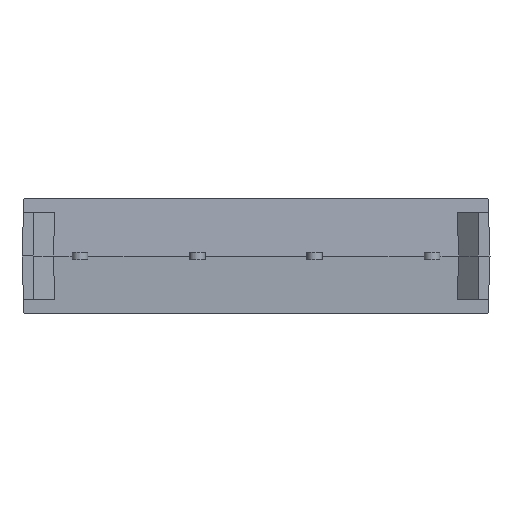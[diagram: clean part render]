
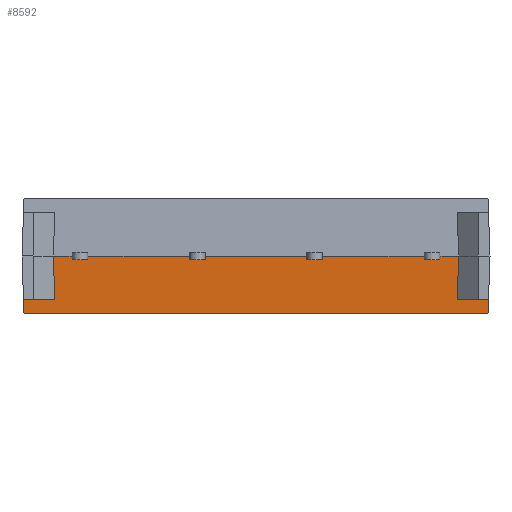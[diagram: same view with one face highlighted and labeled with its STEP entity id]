
A CAD part, front view. The second image highlights one B-rep face of the part: STEP entity #8592.
In plain terms, the highlighted planar face has unit normal (0, -0.999, -0.035).
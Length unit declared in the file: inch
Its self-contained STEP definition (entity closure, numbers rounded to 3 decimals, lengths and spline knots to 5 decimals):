
#8393=CARTESIAN_POINT('',(-0.05,-0.0554,0.005));
#8394=DIRECTION('',(0.,0.999,0.035));
#8395=DIRECTION('',(0.,-0.035,0.999));
#8396=AXIS2_PLACEMENT_3D('',#8393,#8394,#8395);
#8397=PLANE('',#8396);
#8398=CARTESIAN_POINT('',(-0.115,-0.05523,0.0));
#8399=VERTEX_POINT('',#8398);
#8400=CARTESIAN_POINT('',(-0.115,-0.0554,0.005));
#8401=VERTEX_POINT('',#8400);
#8402=CARTESIAN_POINT('',(-0.115,-0.05523,0.0));
#8403=DIRECTION('',(0.0,-0.035,0.999));
#8404=VECTOR('',#8403,0.005);
#8405=LINE('',#8402,#8404);
#8406=EDGE_CURVE('',#8399,#8401,#8405,.T.);
#8407=ORIENTED_EDGE('',*,*,#8406,.F.);
#8408=CARTESIAN_POINT('',(-0.135,-0.05523,0.0));
#8409=VERTEX_POINT('',#8408);
#8410=CARTESIAN_POINT('',(-0.135,-0.05523,0.));
#8411=DIRECTION('',(1.0,0.0,0.0));
#8412=VECTOR('',#8411,0.02);
#8413=LINE('',#8410,#8412);
#8414=EDGE_CURVE('',#8409,#8399,#8413,.T.);
#8415=ORIENTED_EDGE('',*,*,#8414,.F.);
#8416=CARTESIAN_POINT('',(-0.135,-0.0554,0.005));
#8417=VERTEX_POINT('',#8416);
#8418=CARTESIAN_POINT('',(-0.135,-0.0554,0.005));
#8419=DIRECTION('',(0.0,0.035,-0.999));
#8420=VECTOR('',#8419,0.005);
#8421=LINE('',#8418,#8420);
#8422=EDGE_CURVE('',#8417,#8409,#8421,.T.);
#8423=ORIENTED_EDGE('',*,*,#8422,.F.);
#8424=CARTESIAN_POINT('',(-0.265,-0.0554,0.005));
#8425=VERTEX_POINT('',#8424);
#8426=CARTESIAN_POINT('',(-0.135,-0.0554,0.005));
#8427=DIRECTION('',(-1.0,0.0,0.0));
#8428=VECTOR('',#8427,0.13);
#8429=LINE('',#8426,#8428);
#8430=EDGE_CURVE('',#8417,#8425,#8429,.T.);
#8431=ORIENTED_EDGE('',*,*,#8430,.T.);
#8432=CARTESIAN_POINT('',(-0.265,-0.05523,0.0));
#8433=VERTEX_POINT('',#8432);
#8434=CARTESIAN_POINT('',(-0.265,-0.05523,0.0));
#8435=DIRECTION('',(0.0,-0.035,0.999));
#8436=VECTOR('',#8435,0.005);
#8437=LINE('',#8434,#8436);
#8438=EDGE_CURVE('',#8433,#8425,#8437,.T.);
#8439=ORIENTED_EDGE('',*,*,#8438,.F.);
#8440=CARTESIAN_POINT('',(-0.285,-0.05523,0.0));
#8441=VERTEX_POINT('',#8440);
#8442=CARTESIAN_POINT('',(-0.285,-0.05523,0.));
#8443=DIRECTION('',(1.0,0.0,0.0));
#8444=VECTOR('',#8443,0.02);
#8445=LINE('',#8442,#8444);
#8446=EDGE_CURVE('',#8441,#8433,#8445,.T.);
#8447=ORIENTED_EDGE('',*,*,#8446,.F.);
#8448=CARTESIAN_POINT('',(-0.285,-0.0554,0.005));
#8449=VERTEX_POINT('',#8448);
#8450=CARTESIAN_POINT('',(-0.285,-0.0554,0.005));
#8451=DIRECTION('',(0.0,0.035,-0.999));
#8452=VECTOR('',#8451,0.005);
#8453=LINE('',#8450,#8452);
#8454=EDGE_CURVE('',#8449,#8441,#8453,.T.);
#8455=ORIENTED_EDGE('',*,*,#8454,.F.);
#8456=CARTESIAN_POINT('',(-0.309,-0.0554,0.005));
#8457=VERTEX_POINT('',#8456);
#8458=CARTESIAN_POINT('',(-0.285,-0.0554,0.005));
#8459=DIRECTION('',(-1.0,0.0,0.0));
#8460=VECTOR('',#8459,0.024);
#8461=LINE('',#8458,#8460);
#8462=EDGE_CURVE('',#8449,#8457,#8461,.T.);
#8463=ORIENTED_EDGE('',*,*,#8462,.T.);
#8464=CARTESIAN_POINT('',(-0.30708,-0.05348,-0.05));
#8465=VERTEX_POINT('',#8464);
#8466=CARTESIAN_POINT('',(-0.309,-0.0554,0.005));
#8467=DIRECTION('',(0.035,0.035,-0.999));
#8468=VECTOR('',#8467,0.05507);
#8469=LINE('',#8466,#8468);
#8470=EDGE_CURVE('',#8457,#8465,#8469,.T.);
#8471=ORIENTED_EDGE('',*,*,#8470,.T.);
#8472=CARTESIAN_POINT('',(-0.34708,-0.05348,-0.05));
#8473=VERTEX_POINT('',#8472);
#8474=CARTESIAN_POINT('',(-0.34708,-0.05348,-0.05));
#8475=DIRECTION('',(1.0,0.0,0.0));
#8476=VECTOR('',#8475,0.04);
#8477=LINE('',#8474,#8476);
#8478=EDGE_CURVE('',#8465,#8473,#8477,.F.);
#8479=ORIENTED_EDGE('',*,*,#8478,.T.);
#8480=CARTESIAN_POINT('',(-0.34642,-0.05282,-0.069));
#8481=VERTEX_POINT('',#8480);
#8482=CARTESIAN_POINT('',(-0.34708,-0.05348,-0.05));
#8483=DIRECTION('',(0.035,0.035,-0.999));
#8484=VECTOR('',#8483,0.01902);
#8485=LINE('',#8482,#8484);
#8486=EDGE_CURVE('',#8481,#8473,#8485,.F.);
#8487=ORIENTED_EDGE('',*,*,#8486,.F.);
#8488=CARTESIAN_POINT('',(0.24642,-0.05282,-0.069));
#8489=VERTEX_POINT('',#8488);
#8490=CARTESIAN_POINT('',(0.24642,-0.05282,-0.069));
#8491=DIRECTION('',(-1.0,0.0,0.0));
#8492=VECTOR('',#8491,0.59283);
#8493=LINE('',#8490,#8492);
#8494=EDGE_CURVE('',#8489,#8481,#8493,.T.);
#8495=ORIENTED_EDGE('',*,*,#8494,.F.);
#8496=CARTESIAN_POINT('',(0.24708,-0.05348,-0.05));
#8497=VERTEX_POINT('',#8496);
#8498=CARTESIAN_POINT('',(0.24708,-0.05348,-0.05));
#8499=DIRECTION('',(-0.035,0.035,-0.999));
#8500=VECTOR('',#8499,0.01902);
#8501=LINE('',#8498,#8500);
#8502=EDGE_CURVE('',#8497,#8489,#8501,.T.);
#8503=ORIENTED_EDGE('',*,*,#8502,.F.);
#8504=CARTESIAN_POINT('',(0.20708,-0.05348,-0.05));
#8505=VERTEX_POINT('',#8504);
#8506=CARTESIAN_POINT('',(0.20708,-0.05348,-0.05));
#8507=DIRECTION('',(1.0,0.0,0.0));
#8508=VECTOR('',#8507,0.04);
#8509=LINE('',#8506,#8508);
#8510=EDGE_CURVE('',#8497,#8505,#8509,.F.);
#8511=ORIENTED_EDGE('',*,*,#8510,.T.);
#8512=CARTESIAN_POINT('',(0.209,-0.0554,0.005));
#8513=VERTEX_POINT('',#8512);
#8514=CARTESIAN_POINT('',(0.20708,-0.05348,-0.05));
#8515=DIRECTION('',(0.035,-0.035,0.999));
#8516=VECTOR('',#8515,0.05507);
#8517=LINE('',#8514,#8516);
#8518=EDGE_CURVE('',#8505,#8513,#8517,.T.);
#8519=ORIENTED_EDGE('',*,*,#8518,.T.);
#8520=CARTESIAN_POINT('',(0.185,-0.0554,0.005));
#8521=VERTEX_POINT('',#8520);
#8522=CARTESIAN_POINT('',(0.209,-0.0554,0.005));
#8523=DIRECTION('',(-1.0,0.0,0.0));
#8524=VECTOR('',#8523,0.024);
#8525=LINE('',#8522,#8524);
#8526=EDGE_CURVE('',#8513,#8521,#8525,.T.);
#8527=ORIENTED_EDGE('',*,*,#8526,.T.);
#8528=CARTESIAN_POINT('',(0.185,-0.05523,0.0));
#8529=VERTEX_POINT('',#8528);
#8530=CARTESIAN_POINT('',(0.185,-0.05523,0.));
#8531=DIRECTION('',(0.0,-0.035,0.999));
#8532=VECTOR('',#8531,0.005);
#8533=LINE('',#8530,#8532);
#8534=EDGE_CURVE('',#8529,#8521,#8533,.T.);
#8535=ORIENTED_EDGE('',*,*,#8534,.F.);
#8536=CARTESIAN_POINT('',(0.165,-0.05523,0.0));
#8537=VERTEX_POINT('',#8536);
#8538=CARTESIAN_POINT('',(0.165,-0.05523,0.));
#8539=DIRECTION('',(1.0,0.0,0.0));
#8540=VECTOR('',#8539,0.02);
#8541=LINE('',#8538,#8540);
#8542=EDGE_CURVE('',#8537,#8529,#8541,.T.);
#8543=ORIENTED_EDGE('',*,*,#8542,.F.);
#8544=CARTESIAN_POINT('',(0.165,-0.0554,0.005));
#8545=VERTEX_POINT('',#8544);
#8546=CARTESIAN_POINT('',(0.165,-0.0554,0.005));
#8547=DIRECTION('',(0.0,0.035,-0.999));
#8548=VECTOR('',#8547,0.005);
#8549=LINE('',#8546,#8548);
#8550=EDGE_CURVE('',#8545,#8537,#8549,.T.);
#8551=ORIENTED_EDGE('',*,*,#8550,.F.);
#8552=CARTESIAN_POINT('',(0.035,-0.0554,0.005));
#8553=VERTEX_POINT('',#8552);
#8554=CARTESIAN_POINT('',(0.165,-0.0554,0.005));
#8555=DIRECTION('',(-1.0,0.0,0.0));
#8556=VECTOR('',#8555,0.13);
#8557=LINE('',#8554,#8556);
#8558=EDGE_CURVE('',#8545,#8553,#8557,.T.);
#8559=ORIENTED_EDGE('',*,*,#8558,.T.);
#8560=CARTESIAN_POINT('',(0.035,-0.05523,0.0));
#8561=VERTEX_POINT('',#8560);
#8562=CARTESIAN_POINT('',(0.035,-0.05523,0.0));
#8563=DIRECTION('',(0.0,-0.035,0.999));
#8564=VECTOR('',#8563,0.005);
#8565=LINE('',#8562,#8564);
#8566=EDGE_CURVE('',#8561,#8553,#8565,.T.);
#8567=ORIENTED_EDGE('',*,*,#8566,.F.);
#8568=CARTESIAN_POINT('',(0.015,-0.05523,0.0));
#8569=VERTEX_POINT('',#8568);
#8570=CARTESIAN_POINT('',(0.015,-0.05523,0.));
#8571=DIRECTION('',(1.0,0.0,0.0));
#8572=VECTOR('',#8571,0.02);
#8573=LINE('',#8570,#8572);
#8574=EDGE_CURVE('',#8569,#8561,#8573,.T.);
#8575=ORIENTED_EDGE('',*,*,#8574,.F.);
#8576=CARTESIAN_POINT('',(0.015,-0.0554,0.005));
#8577=VERTEX_POINT('',#8576);
#8578=CARTESIAN_POINT('',(0.015,-0.0554,0.005));
#8579=DIRECTION('',(0.0,0.035,-0.999));
#8580=VECTOR('',#8579,0.005);
#8581=LINE('',#8578,#8580);
#8582=EDGE_CURVE('',#8577,#8569,#8581,.T.);
#8583=ORIENTED_EDGE('',*,*,#8582,.F.);
#8584=CARTESIAN_POINT('',(0.015,-0.0554,0.005));
#8585=DIRECTION('',(-1.0,0.0,0.0));
#8586=VECTOR('',#8585,0.13);
#8587=LINE('',#8584,#8586);
#8588=EDGE_CURVE('',#8577,#8401,#8587,.T.);
#8589=ORIENTED_EDGE('',*,*,#8588,.T.);
#8590=EDGE_LOOP('',(#8407,#8415,#8423,#8431,#8439,#8447,#8455,#8463,#8471,#8479,#8487,#8495,#8503,#8511,#8519,#8527,#8535,#8543,#8551,#8559,#8567,#8575,#8583,#8589));
#8591=FACE_OUTER_BOUND('',#8590,.T.);
#8592=ADVANCED_FACE('',(#8591),#8397,.F.);
